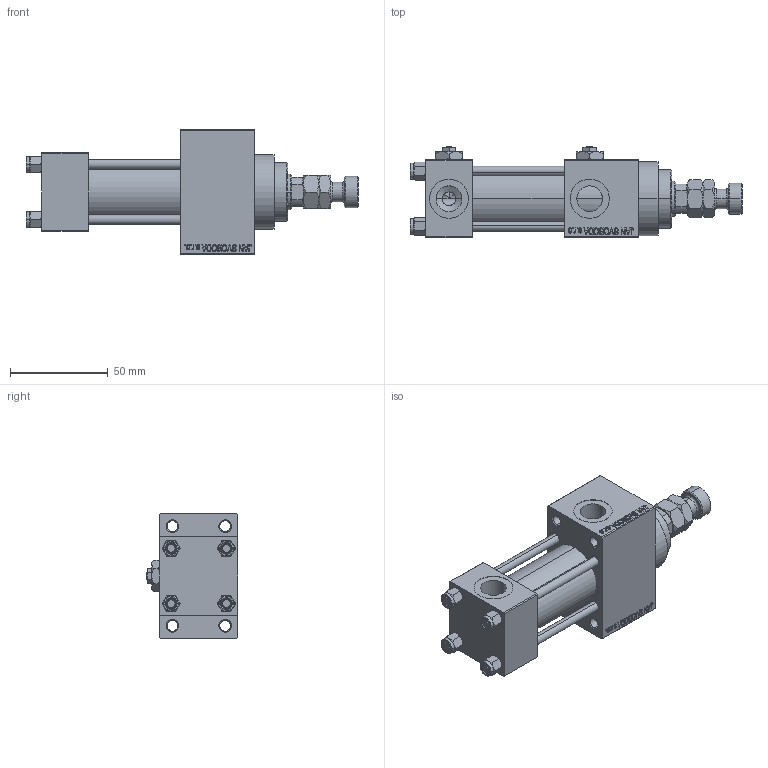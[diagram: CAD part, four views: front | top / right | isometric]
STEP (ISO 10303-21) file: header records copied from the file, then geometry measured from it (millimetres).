
FILE_DESCRIPTION (( 'STEP AP203' ), '1' );
FILE_NAME ('e961.STEP', '2022-04-14T14:13:33', ( '' ), ( '' ), 'SwSTEP 2.0', 'SolidWorks 2019', '' );
FILE_SCHEMA (( 'CONFIG_CONTROL_DESIGN' ));
Length unit declared in the file: millimetre
Products named in the file (8): MFA 4e603aba19f5b663ebb51d5b3917a6b1; V215CR_D_TYCINKA 4e603aba19f5b663ebb51d5b3917a6b1; V215CR_D_Body 4e603aba19f5b663ebb51d5b3917a6b1; e961; Zatka_pro_OIL_PORT 4e603aba19f5b663ebb51d5b3917a6b1; V215_VC_A 4e603aba19f5b663ebb51d5b3917a6b1; V215CR_VCP_D 4e603aba19f5b663ebb51d5b3917a6b1; NUT_M5_D 4e603aba19f5b663ebb51d5b3917a6b1
Assembly tree (14 placements, depth 2):
  e961
    V215CR_D_Body 4e603aba19f5b663ebb51d5b3917a6b1
    V215CR_VCP_D 4e603aba19f5b663ebb51d5b3917a6b1
    NUT_M5_D 4e603aba19f5b663ebb51d5b3917a6b1  x4
    V215CR_D_TYCINKA 4e603aba19f5b663ebb51d5b3917a6b1  x4
    V215_VC_A 4e603aba19f5b663ebb51d5b3917a6b1
    MFA 4e603aba19f5b663ebb51d5b3917a6b1
    Zatka_pro_OIL_PORT 4e603aba19f5b663ebb51d5b3917a6b1  x2
Bounding box: 170 x 47 x 64 mm (x, y, z)
Volume: 183524.1 mm3; surface area: 68340.3 mm2
Topology: 14 solids, 14 shells, 1252 faces, 3077 edges, 1970 vertices
Faces by surface type: plane 557, bspline 368, cone 214, cylinder 101, torus 12
Entity records: 50723 total; most frequent: CARTESIAN_POINT 26169, ORIENTED_EDGE 5454, DIRECTION 3621, EDGE_CURVE 2727, VERTEX_POINT 1768, VECTOR 1569, LINE 1569, EDGE_LOOP 1229
